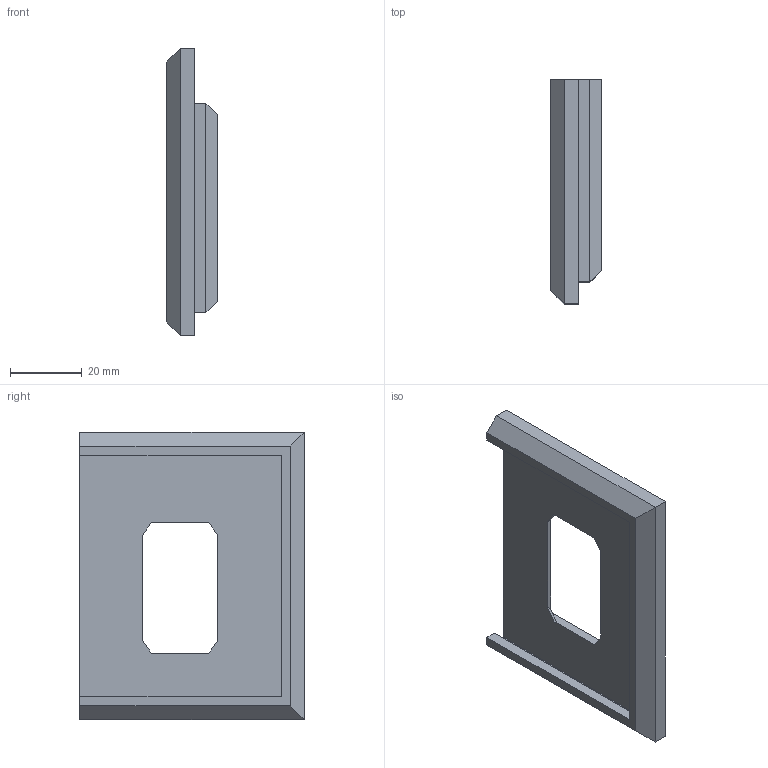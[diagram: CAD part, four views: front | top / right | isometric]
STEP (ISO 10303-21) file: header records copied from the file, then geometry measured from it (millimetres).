
FILE_DESCRIPTION( ( '' ), ' ' );
FILE_NAME( '5eac44dda92953155a812eb7.step', '2020-05-01T15:48:45', ( '' ), ( '' ), ' ', ' ', ' ' );
FILE_SCHEMA( ( 'AUTOMOTIVE_DESIGN { 1 0 10303 214 1 1 1 1 }' ) );
Length unit declared in the file: metre
Products named in the file (1): DBS17 - ELP Camera Mount
Bounding box: 14.1 x 62.36 x 79.88 mm (x, y, z)
Volume: 13890.2 mm3; surface area: 14898.9 mm2
Topology: 1 solids, 1 shells, 63 faces, 172 edges, 111 vertices
Faces by surface type: plane 63
Entity records: 2455 total; most frequent: CARTESIAN_POINT 354, ORIENTED_EDGE 344, DIRECTION 293, EDGE_CURVE 172, LINE 165, VECTOR 165, VERTEX_POINT 111, EDGE_LOOP 65
